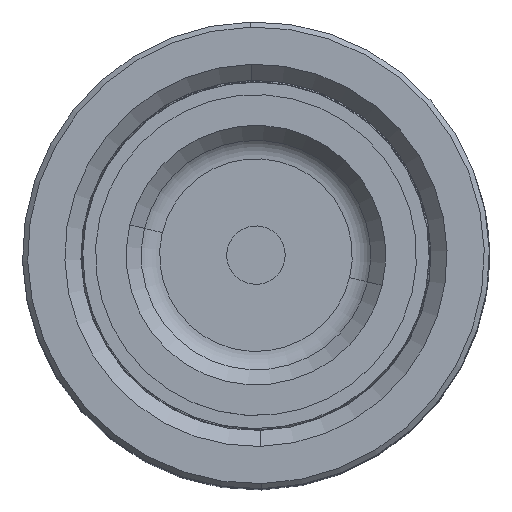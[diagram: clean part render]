
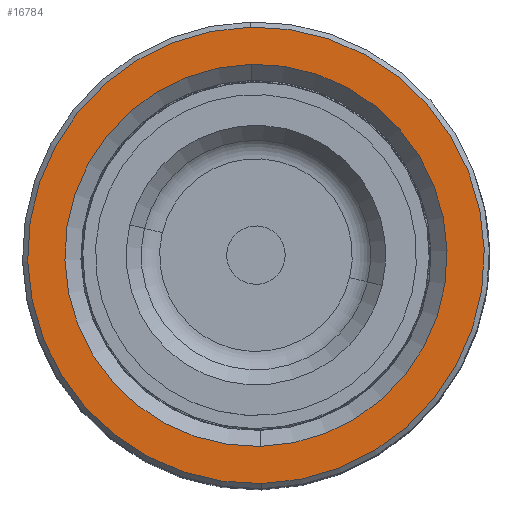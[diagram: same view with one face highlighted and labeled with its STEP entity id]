
A CAD part, top view. The second image highlights one B-rep face of the part: STEP entity #16784.
In plain terms, the highlighted planar face has unit normal (0, 0, 1).
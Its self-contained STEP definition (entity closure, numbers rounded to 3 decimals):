
#843 = AXIS2_PLACEMENT_3D ( 'NONE', #27484, #60225, #13068 ) ;
#1111 = CARTESIAN_POINT ( 'NONE',  ( 31.3, 0., 100. ) ) ;
#3077 = ORIENTED_EDGE ( 'NONE', *, *, #30727, .T. ) ;
#3321 = CARTESIAN_POINT ( 'NONE',  ( 26.2, 0., 100. ) ) ;
#4844 = AXIS2_PLACEMENT_3D ( 'NONE', #30836, #25683, #58635 ) ;
#7348 = CARTESIAN_POINT ( 'NONE',  ( 0., 0., 100. ) ) ;
#8965 = VERTEX_POINT ( 'NONE', #1111 ) ;
#9206 = CARTESIAN_POINT ( 'NONE',  ( 0., 0., 100. ) ) ;
#13068 = DIRECTION ( 'NONE',  ( 1., 0., 0. ) ) ;
#15367 = CIRCLE ( 'NONE', #58366, 26.2 ) ;
#16610 = DIRECTION ( 'NONE',  ( 0., 0., -1. ) ) ;
#16784 = ADVANCED_FACE ( 'NONE', ( #41782, #30740 ), #26850, .T. ) ;
#21153 = DIRECTION ( 'NONE',  ( 0., 0., 1. ) ) ;
#22911 = ORIENTED_EDGE ( 'NONE', *, *, #34042, .T. ) ;
#24248 = ORIENTED_EDGE ( 'NONE', *, *, #53156, .T. ) ;
#25660 = CARTESIAN_POINT ( 'NONE',  ( -26.2, 0., 100. ) ) ;
#25683 = DIRECTION ( 'NONE',  ( 0., 0., 1. ) ) ;
#26488 = DIRECTION ( 'NONE',  ( 1., 0., 0. ) ) ;
#26850 = PLANE ( 'NONE',  #843 ) ;
#27484 = CARTESIAN_POINT ( 'NONE',  ( 0., 0., 100. ) ) ;
#30727 = EDGE_CURVE ( 'NONE', #35327, #8965, #48690, .T. ) ;
#30740 = FACE_BOUND ( 'NONE', #31768, .T. ) ;
#30836 = CARTESIAN_POINT ( 'NONE',  ( 0., 0., 100. ) ) ;
#31768 = EDGE_LOOP ( 'NONE', ( #49785, #22911 ) ) ;
#33672 = VERTEX_POINT ( 'NONE', #3321 ) ;
#34042 = EDGE_CURVE ( 'NONE', #58775, #33672, #15367, .T. ) ;
#34800 = CARTESIAN_POINT ( 'NONE',  ( 0., 0., 100. ) ) ;
#35327 = VERTEX_POINT ( 'NONE', #53514 ) ;
#37589 = DIRECTION ( 'NONE',  ( 1., 0., 0. ) ) ;
#41266 = EDGE_CURVE ( 'NONE', #33672, #58775, #51996, .T. ) ;
#41782 = FACE_OUTER_BOUND ( 'NONE', #47842, .T. ) ;
#42534 = DIRECTION ( 'NONE',  ( 0., 0., -1. ) ) ;
#47842 = EDGE_LOOP ( 'NONE', ( #3077, #24248 ) ) ;
#48690 = CIRCLE ( 'NONE', #4844, 31.3 ) ;
#49785 = ORIENTED_EDGE ( 'NONE', *, *, #41266, .T. ) ;
#51996 = CIRCLE ( 'NONE', #54094, 26.2 ) ;
#53156 = EDGE_CURVE ( 'NONE', #8965, #35327, #56015, .T. ) ;
#53514 = CARTESIAN_POINT ( 'NONE',  ( -31.3, 0., 100. ) ) ;
#54094 = AXIS2_PLACEMENT_3D ( 'NONE', #9206, #42534, #37589 ) ;
#56015 = CIRCLE ( 'NONE', #59430, 31.3 ) ;
#58366 = AXIS2_PLACEMENT_3D ( 'NONE', #7348, #16610, #26488 ) ;
#58635 = DIRECTION ( 'NONE',  ( 1., 0., 0. ) ) ;
#58662 = DIRECTION ( 'NONE',  ( 1., 0., 0. ) ) ;
#58775 = VERTEX_POINT ( 'NONE', #25660 ) ;
#59430 = AXIS2_PLACEMENT_3D ( 'NONE', #34800, #21153, #58662 ) ;
#60225 = DIRECTION ( 'NONE',  ( 0., 0., 1. ) ) ;
